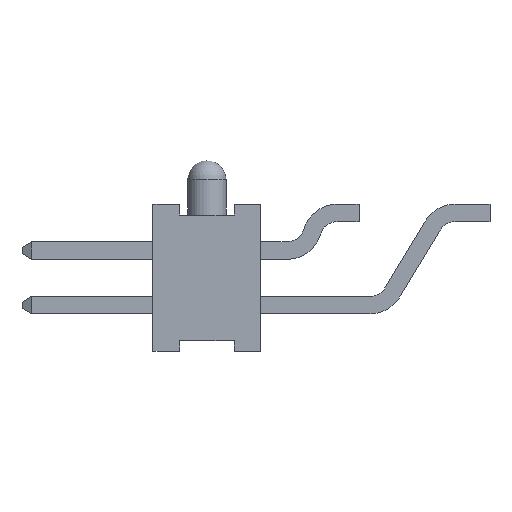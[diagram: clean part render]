
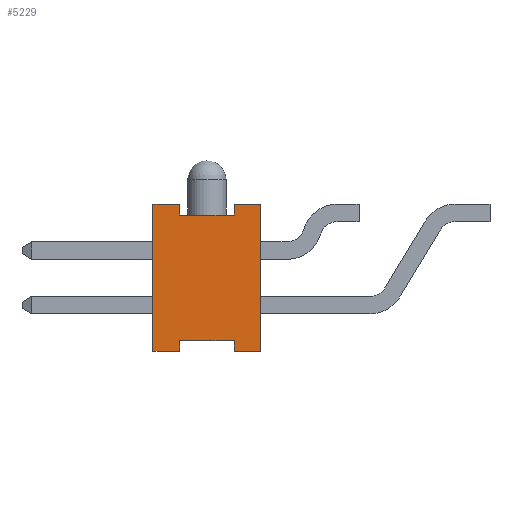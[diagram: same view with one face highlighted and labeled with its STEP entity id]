
A CAD part, left-side view. The second image highlights one B-rep face of the part: STEP entity #5229.
In plain terms, the highlighted planar face has unit normal (-1, 0, 0).
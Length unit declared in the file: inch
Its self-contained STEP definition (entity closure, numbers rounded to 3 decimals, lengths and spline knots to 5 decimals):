
#1341=ORIENTED_EDGE('',*,*,#2245,.F.);
#1342=ORIENTED_EDGE('',*,*,#2246,.F.);
#1343=ORIENTED_EDGE('',*,*,#2237,.T.);
#1344=ORIENTED_EDGE('',*,*,#2247,.T.);
#1345=ORIENTED_EDGE('',*,*,#2243,.F.);
#1346=ORIENTED_EDGE('',*,*,#2248,.F.);
#1347=ORIENTED_EDGE('',*,*,#2249,.F.);
#1348=ORIENTED_EDGE('',*,*,#2250,.F.);
#1349=ORIENTED_EDGE('',*,*,#2251,.F.);
#1350=ORIENTED_EDGE('',*,*,#2252,.F.);
#1351=ORIENTED_EDGE('',*,*,#2253,.T.);
#1352=ORIENTED_EDGE('',*,*,#2254,.F.);
#2237=EDGE_CURVE('',#2773,#2774,#3385,.T.);
#2243=EDGE_CURVE('',#2779,#2780,#3391,.T.);
#2245=EDGE_CURVE('',#2781,#2782,#3393,.T.);
#2246=EDGE_CURVE('',#2773,#2781,#3394,.T.);
#2247=EDGE_CURVE('',#2774,#2780,#3395,.T.);
#2248=EDGE_CURVE('',#2783,#2779,#3396,.T.);
#2249=EDGE_CURVE('',#2784,#2783,#3397,.T.);
#2250=EDGE_CURVE('',#2785,#2784,#3398,.T.);
#2251=EDGE_CURVE('',#2786,#2785,#3399,.T.);
#2252=EDGE_CURVE('',#2787,#2786,#3400,.T.);
#2253=EDGE_CURVE('',#2787,#2788,#3401,.T.);
#2254=EDGE_CURVE('',#2782,#2788,#3402,.T.);
#2773=VERTEX_POINT('',#8233);
#2774=VERTEX_POINT('',#8234);
#2779=VERTEX_POINT('',#8245);
#2780=VERTEX_POINT('',#8247);
#2781=VERTEX_POINT('',#8251);
#2782=VERTEX_POINT('',#8252);
#2783=VERTEX_POINT('',#8256);
#2784=VERTEX_POINT('',#8258);
#2785=VERTEX_POINT('',#8260);
#2786=VERTEX_POINT('',#8262);
#2787=VERTEX_POINT('',#8264);
#2788=VERTEX_POINT('',#8266);
#3385=LINE('',#8232,#4045);
#3391=LINE('',#8246,#4051);
#3393=LINE('',#8250,#4053);
#3394=LINE('',#8253,#4054);
#3395=LINE('',#8254,#4055);
#3396=LINE('',#8255,#4056);
#3397=LINE('',#8257,#4057);
#3398=LINE('',#8259,#4058);
#3399=LINE('',#8261,#4059);
#3400=LINE('',#8263,#4060);
#3401=LINE('',#8265,#4061);
#3402=LINE('',#8267,#4062);
#4045=VECTOR('',#6776,39.37008);
#4051=VECTOR('',#6784,39.37008);
#4053=VECTOR('',#6788,39.37008);
#4054=VECTOR('',#6789,39.37008);
#4055=VECTOR('',#6790,39.37008);
#4056=VECTOR('',#6791,39.37008);
#4057=VECTOR('',#6792,39.37008);
#4058=VECTOR('',#6793,39.37008);
#4059=VECTOR('',#6794,39.37008);
#4060=VECTOR('',#6795,39.37008);
#4061=VECTOR('',#6796,39.37008);
#4062=VECTOR('',#6797,39.37008);
#4415=EDGE_LOOP('',(#1341,#1342,#1343,#1344,#1345,#1346,#1347,#1348,#1349,
#1350,#1351,#1352));
#4709=FACE_BOUND('',#4415,.T.);
#4963=PLANE('',#5619);
#5229=ADVANCED_FACE('',(#4709),#4963,.F.);
#5619=AXIS2_PLACEMENT_3D('',#8249,#6786,#6787);
#6776=DIRECTION('',(0.,-1.,0.));
#6784=DIRECTION('',(0.,-1.,0.));
#6786=DIRECTION('',(1.,0.,0.));
#6787=DIRECTION('',(0.,0.,-1.));
#6788=DIRECTION('',(0.,1.,0.));
#6789=DIRECTION('',(0.,0.,1.));
#6790=DIRECTION('',(0.,0.,1.));
#6791=DIRECTION('',(0.,0.,1.));
#6792=DIRECTION('',(0.,-1.,0.));
#6793=DIRECTION('',(0.,0.,-1.));
#6794=DIRECTION('',(0.,-1.,0.));
#6795=DIRECTION('',(0.,0.,1.));
#6796=DIRECTION('',(0.,-1.,0.));
#6797=DIRECTION('',(0.,0.,-1.));
#8232=CARTESIAN_POINT('',(-0.125,0.099,-0.0675));
#8233=CARTESIAN_POINT('',(-0.125,0.0245,-0.0675));
#8234=CARTESIAN_POINT('',(-0.125,0.,-0.0675));
#8245=CARTESIAN_POINT('',(-0.125,0.0245,0.0675));
#8246=CARTESIAN_POINT('',(-0.125,0.099,0.0675));
#8247=CARTESIAN_POINT('',(-0.125,0.,0.0675));
#8249=CARTESIAN_POINT('',(-0.125,0.099,-0.0675));
#8250=CARTESIAN_POINT('',(-0.125,0.0245,-0.0575));
#8251=CARTESIAN_POINT('',(-0.125,0.0245,-0.0575));
#8252=CARTESIAN_POINT('',(-0.125,0.0745,-0.0575));
#8253=CARTESIAN_POINT('',(-0.125,0.0245,-0.0675));
#8254=CARTESIAN_POINT('',(-0.125,0.,-0.0675));
#8255=CARTESIAN_POINT('',(-0.125,0.0245,0.0575));
#8256=CARTESIAN_POINT('',(-0.125,0.0245,0.0575));
#8257=CARTESIAN_POINT('',(-0.125,0.0745,0.0575));
#8258=CARTESIAN_POINT('',(-0.125,0.0745,0.0575));
#8259=CARTESIAN_POINT('',(-0.125,0.0745,0.0675));
#8260=CARTESIAN_POINT('',(-0.125,0.0745,0.0675));
#8261=CARTESIAN_POINT('',(-0.125,0.099,0.0675));
#8262=CARTESIAN_POINT('',(-0.125,0.099,0.0675));
#8263=CARTESIAN_POINT('',(-0.125,0.099,-0.0675));
#8264=CARTESIAN_POINT('',(-0.125,0.099,-0.0675));
#8265=CARTESIAN_POINT('',(-0.125,0.099,-0.0675));
#8266=CARTESIAN_POINT('',(-0.125,0.0745,-0.0675));
#8267=CARTESIAN_POINT('',(-0.125,0.0745,-0.0575));
